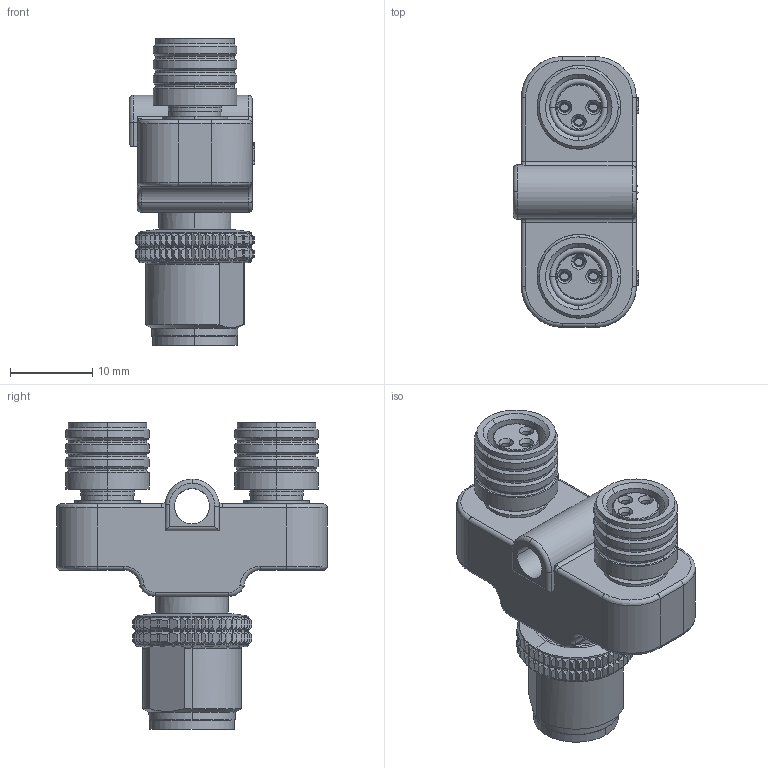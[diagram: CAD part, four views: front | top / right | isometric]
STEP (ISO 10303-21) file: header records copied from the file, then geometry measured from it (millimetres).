
FILE_DESCRIPTION(('CATIA V5 STEP Exchange','CAx-IF Rec.Pracs.--- Model Styling and Organization---1.4--- 2014-01-23'),'2;1');
FILE_NAME ('021400-3_0', '2020-10-09T05:35:03+00:00', ('none'), ('Weidmueller'), 'CATIA Version 5-6 Release 2016 SP3 HF44', 'CATIA V5 STEP AP214', 'none');
FILE_SCHEMA(('AUTOMOTIVE_DESIGN { 1 0 10303 214 1 1 1 1 }'));
Length unit declared in the file: millimetre
Products named in the file (1): 1783420000
Bounding box: 15.31 x 33 x 37.4 mm (x, y, z)
Volume: 6614 mm3; surface area: 6599.1 mm2
Topology: 14 solids, 14 shells, 1196 faces, 2855 edges, 1661 vertices
Faces by surface type: plane 430, cone 316, cylinder 313, bspline 77, torus 44, sphere 16
Entity records: 37548 total; most frequent: CARTESIAN_POINT 13541, ORIENTED_EDGE 5580, DIRECTION 3711, EDGE_CURVE 2790, AXIS2_PLACEMENT_3D 1805, VERTEX_POINT 1660, EDGE_LOOP 1252, ADVANCED_FACE 1195
